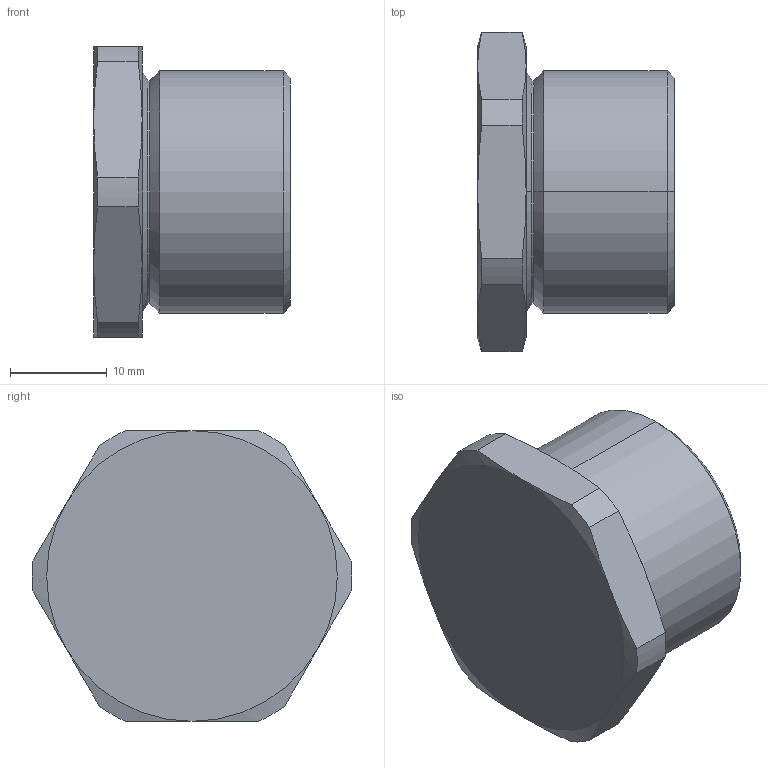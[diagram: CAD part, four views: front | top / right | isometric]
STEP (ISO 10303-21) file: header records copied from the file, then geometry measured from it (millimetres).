
FILE_DESCRIPTION (( 'STEP AP203' ), '1' );
FILE_NAME ('757DM3.STEP', '2017-02-28T09:45:56', ( '' ), ( '' ), 'SwSTEP 2.0', 'SolidWorks 2014', '' );
FILE_SCHEMA (( 'CONFIG_CONTROL_DESIGN' ));
Length unit declared in the file: millimetre
Products named in the file (1): 757DM3
Bounding box: 20.3 x 32.98 x 30 mm (x, y, z)
Volume: 6641.1 mm3; surface area: 4115.4 mm2
Topology: 1 solids, 1 shells, 41 faces, 92 edges, 53 vertices
Faces by surface type: cone 20, cylinder 12, plane 9
Entity records: 1225 total; most frequent: CARTESIAN_POINT 265, DIRECTION 190, ORIENTED_EDGE 180, EDGE_CURVE 90, AXIS2_PLACEMENT_3D 82, VERTEX_POINT 53, EDGE_LOOP 43, ADVANCED_FACE 41
